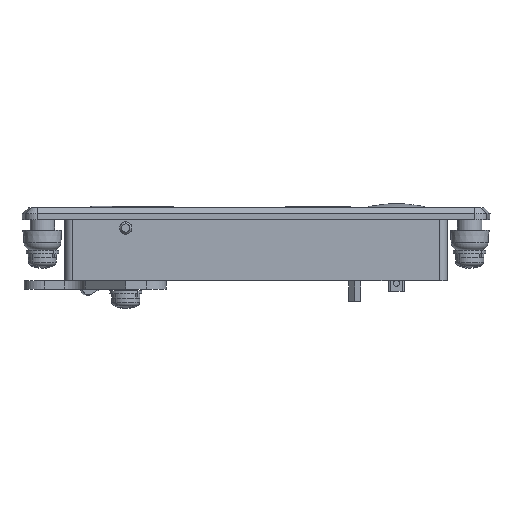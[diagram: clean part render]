
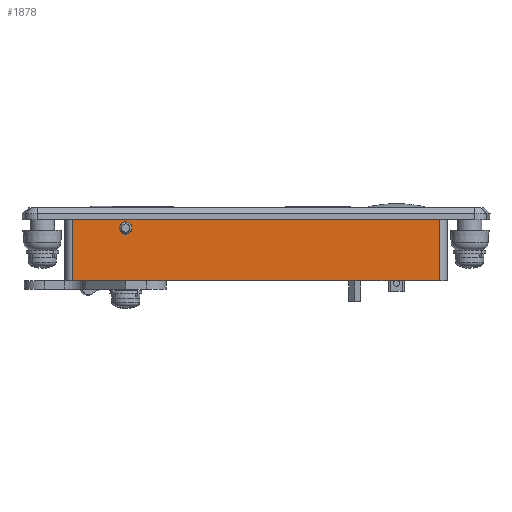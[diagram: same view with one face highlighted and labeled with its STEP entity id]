
A CAD part, left-side view. The second image highlights one B-rep face of the part: STEP entity #1878.
In plain terms, the highlighted face is planar.
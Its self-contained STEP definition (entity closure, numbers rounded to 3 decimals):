
#35 = CARTESIAN_POINT ( 'NONE',  ( 79.5, 11., -3. ) ) ;
#117 = VECTOR ( 'NONE', #556, 1000. ) ;
#146 = LINE ( 'NONE', #8798, #3097 ) ;
#175 = VERTEX_POINT ( 'NONE', #3732 ) ;
#556 = DIRECTION ( 'NONE',  ( 1., 0., 0. ) ) ;
#1029 = CARTESIAN_POINT ( 'NONE',  ( 66.5, 11., -6.5 ) ) ;
#1102 = ORIENTED_EDGE ( 'NONE', *, *, #10028, .F. ) ;
#1859 = CARTESIAN_POINT ( 'NONE',  ( -12.5, 11., -18. ) ) ;
#1878 = ADVANCED_FACE ( 'NONE', ( #7008, #9746 ), #7802, .F. ) ;
#1936 = LINE ( 'NONE', #10929, #10660 ) ;
#1978 = LINE ( 'NONE', #7699, #117 ) ;
#2492 = EDGE_CURVE ( 'NONE', #9102, #7067, #6217, .T. ) ;
#2501 = AXIS2_PLACEMENT_3D ( 'NONE', #3462, #11670, #8265 ) ;
#2528 = VECTOR ( 'NONE', #4770, 1000. ) ;
#2714 = EDGE_CURVE ( 'NONE', #13850, #8693, #1936, .T. ) ;
#2862 = EDGE_CURVE ( 'NONE', #5351, #11333, #4356, .T. ) ;
#3097 = VECTOR ( 'NONE', #9743, 1000. ) ;
#3462 = CARTESIAN_POINT ( 'NONE',  ( 66.5, 11., -5. ) ) ;
#3485 = CARTESIAN_POINT ( 'NONE',  ( 79.5, 11., -18. ) ) ;
#3732 = CARTESIAN_POINT ( 'NONE',  ( 65.354, 11., -20.4 ) ) ;
#4001 = DIRECTION ( 'NONE',  ( 0., 1., 0. ) ) ;
#4064 = CARTESIAN_POINT ( 'NONE',  ( 66.5, 11., -5. ) ) ;
#4070 = CARTESIAN_POINT ( 'NONE',  ( -10.5, 11., -3. ) ) ;
#4133 = VECTOR ( 'NONE', #6144, 1000. ) ;
#4356 = LINE ( 'NONE', #14108, #14907 ) ;
#4465 = CARTESIAN_POINT ( 'NONE',  ( 65.354, 11., -18. ) ) ;
#4739 = VECTOR ( 'NONE', #8193, 1000. ) ;
#4762 = AXIS2_PLACEMENT_3D ( 'NONE', #4064, #4001, #7460 ) ;
#4770 = DIRECTION ( 'NONE',  ( 1., 0., 0. ) ) ;
#4982 = CARTESIAN_POINT ( 'NONE',  ( 67.646, 11., -18. ) ) ;
#5218 = DIRECTION ( 'NONE',  ( 0., -1., 0. ) ) ;
#5260 = EDGE_LOOP ( 'NONE', ( #9820, #6279, #5840, #10148, #8194, #10813, #12692, #7474 ) ) ;
#5351 = VERTEX_POINT ( 'NONE', #8268 ) ;
#5588 = VECTOR ( 'NONE', #9580, 1000. ) ;
#5840 = ORIENTED_EDGE ( 'NONE', *, *, #7168, .T. ) ;
#6082 = LINE ( 'NONE', #11883, #2528 ) ;
#6144 = DIRECTION ( 'NONE',  ( 0., 0., 1. ) ) ;
#6217 = CIRCLE ( 'NONE', #4762, 1.5 ) ;
#6279 = ORIENTED_EDGE ( 'NONE', *, *, #2862, .T. ) ;
#6740 = LINE ( 'NONE', #11988, #5588 ) ;
#7008 = FACE_BOUND ( 'NONE', #13155, .T. ) ;
#7067 = VERTEX_POINT ( 'NONE', #1029 ) ;
#7168 = EDGE_CURVE ( 'NONE', #11333, #13850, #6082, .T. ) ;
#7355 = VERTEX_POINT ( 'NONE', #8698 ) ;
#7460 = DIRECTION ( 'NONE',  ( 0., 0., 1. ) ) ;
#7474 = ORIENTED_EDGE ( 'NONE', *, *, #13367, .T. ) ;
#7699 = CARTESIAN_POINT ( 'NONE',  ( 65.354, 11., -20.4 ) ) ;
#7802 = PLANE ( 'NONE',  #9815 ) ;
#7913 = LINE ( 'NONE', #15263, #4739 ) ;
#8071 = LINE ( 'NONE', #12069, #4133 ) ;
#8193 = DIRECTION ( 'NONE',  ( 1., 0., 0. ) ) ;
#8194 = ORIENTED_EDGE ( 'NONE', *, *, #11672, .F. ) ;
#8242 = EDGE_CURVE ( 'NONE', #175, #7355, #1978, .T. ) ;
#8265 = DIRECTION ( 'NONE',  ( 0., 0., 1. ) ) ;
#8268 = CARTESIAN_POINT ( 'NONE',  ( -10.5, 11., -18. ) ) ;
#8366 = DIRECTION ( 'NONE',  ( 0., 0., -1. ) ) ;
#8693 = VERTEX_POINT ( 'NONE', #3485 ) ;
#8698 = CARTESIAN_POINT ( 'NONE',  ( 67.646, 11., -20.4 ) ) ;
#8798 = CARTESIAN_POINT ( 'NONE',  ( -12.5, 11., -18. ) ) ;
#8926 = DIRECTION ( 'NONE',  ( 1., 0., 0. ) ) ;
#9102 = VERTEX_POINT ( 'NONE', #11330 ) ;
#9580 = DIRECTION ( 'NONE',  ( 0., 0., 1. ) ) ;
#9667 = EDGE_CURVE ( 'NONE', #5351, #12436, #146, .T. ) ;
#9743 = DIRECTION ( 'NONE',  ( 1., 0., 0. ) ) ;
#9746 = FACE_OUTER_BOUND ( 'NONE', #5260, .T. ) ;
#9815 = AXIS2_PLACEMENT_3D ( 'NONE', #1859, #5218, #8926 ) ;
#9820 = ORIENTED_EDGE ( 'NONE', *, *, #9667, .F. ) ;
#10028 = EDGE_CURVE ( 'NONE', #7067, #9102, #11459, .T. ) ;
#10148 = ORIENTED_EDGE ( 'NONE', *, *, #2714, .T. ) ;
#10660 = VECTOR ( 'NONE', #8366, 1000. ) ;
#10813 = ORIENTED_EDGE ( 'NONE', *, *, #14285, .F. ) ;
#10929 = CARTESIAN_POINT ( 'NONE',  ( 79.5, 11., -18. ) ) ;
#11330 = CARTESIAN_POINT ( 'NONE',  ( 66.5, 11., -3.5 ) ) ;
#11333 = VERTEX_POINT ( 'NONE', #4070 ) ;
#11459 = CIRCLE ( 'NONE', #2501, 1.5 ) ;
#11670 = DIRECTION ( 'NONE',  ( 0., 1., 0. ) ) ;
#11672 = EDGE_CURVE ( 'NONE', #13965, #8693, #7913, .T. ) ;
#11883 = CARTESIAN_POINT ( 'NONE',  ( -12.5, 11., -3. ) ) ;
#11988 = CARTESIAN_POINT ( 'NONE',  ( 67.646, 11., -20.4 ) ) ;
#12069 = CARTESIAN_POINT ( 'NONE',  ( 65.354, 11., -20.4 ) ) ;
#12436 = VERTEX_POINT ( 'NONE', #4465 ) ;
#12692 = ORIENTED_EDGE ( 'NONE', *, *, #8242, .F. ) ;
#13155 = EDGE_LOOP ( 'NONE', ( #14238, #1102 ) ) ;
#13367 = EDGE_CURVE ( 'NONE', #175, #12436, #8071, .T. ) ;
#13850 = VERTEX_POINT ( 'NONE', #35 ) ;
#13965 = VERTEX_POINT ( 'NONE', #4982 ) ;
#14108 = CARTESIAN_POINT ( 'NONE',  ( -10.5, 11., -18. ) ) ;
#14238 = ORIENTED_EDGE ( 'NONE', *, *, #2492, .F. ) ;
#14285 = EDGE_CURVE ( 'NONE', #7355, #13965, #6740, .T. ) ;
#14907 = VECTOR ( 'NONE', #15301, 1000. ) ;
#15263 = CARTESIAN_POINT ( 'NONE',  ( -12.5, 11., -18. ) ) ;
#15301 = DIRECTION ( 'NONE',  ( 0., 0., 1. ) ) ;
